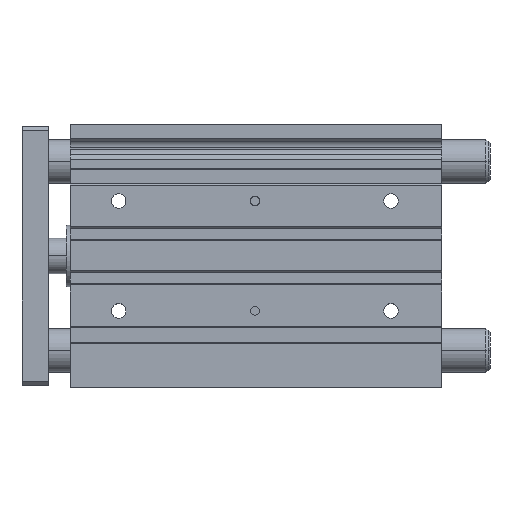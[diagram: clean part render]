
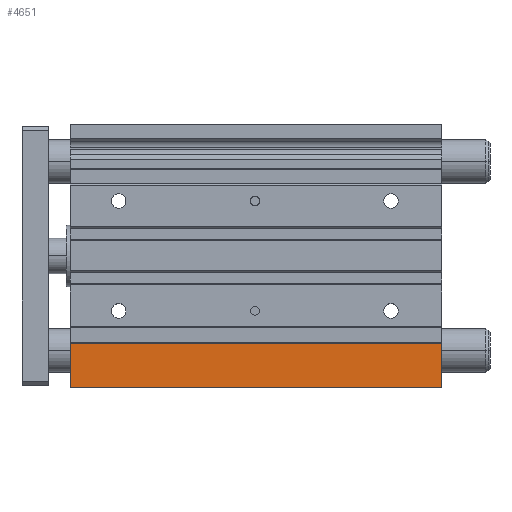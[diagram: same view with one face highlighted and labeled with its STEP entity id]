
A CAD part, top view. The second image highlights one B-rep face of the part: STEP entity #4651.
In plain terms, the highlighted planar face has unit normal (0, 0, 1).
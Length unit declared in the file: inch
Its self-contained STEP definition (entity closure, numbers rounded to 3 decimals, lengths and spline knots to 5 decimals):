
#71 = CARTESIAN_POINT ( 'NONE',  ( 0., -1.56496, 1.06299 ) ) ;
#212 = CARTESIAN_POINT ( 'NONE',  ( 6.65354, -1.56496, 1.06299 ) ) ;
#341 = DIRECTION ( 'NONE',  ( 0., 0., -1. ) ) ;
#923 = LINE ( 'NONE', #8258, #10953 ) ;
#1125 = VERTEX_POINT ( 'NONE', #1277 ) ;
#1277 = CARTESIAN_POINT ( 'NONE',  ( 6.65354, -2.3622, 1.06299 ) ) ;
#1543 = VERTEX_POINT ( 'NONE', #212 ) ;
#1832 = DIRECTION ( 'NONE',  ( 0., -1., 0. ) ) ;
#1902 = ORIENTED_EDGE ( 'NONE', *, *, #2034, .T. ) ;
#2034 = EDGE_CURVE ( 'NONE', #1543, #4731, #11630, .T. ) ;
#2247 = CARTESIAN_POINT ( 'NONE',  ( 0., -2.3622, 1.06299 ) ) ;
#2513 = CARTESIAN_POINT ( 'NONE',  ( 6.65354, -1.56496, 1.06299 ) ) ;
#2886 = CARTESIAN_POINT ( 'NONE',  ( 6.65354, -1.56496, 1.06299 ) ) ;
#3071 = CARTESIAN_POINT ( 'NONE',  ( 0., -1.56496, 1.06299 ) ) ;
#3538 = ORIENTED_EDGE ( 'NONE', *, *, #4100, .F. ) ;
#4100 = EDGE_CURVE ( 'NONE', #1125, #4857, #6239, .T. ) ;
#4314 = ORIENTED_EDGE ( 'NONE', *, *, #5492, .T. ) ;
#4520 = FACE_OUTER_BOUND ( 'NONE', #8284, .T. ) ;
#4651 = ADVANCED_FACE ( 'NONE', ( #4520 ), #4820, .F. ) ;
#4731 = VERTEX_POINT ( 'NONE', #3071 ) ;
#4820 = PLANE ( 'NONE',  #7682 ) ;
#4857 = VERTEX_POINT ( 'NONE', #2247 ) ;
#5492 = EDGE_CURVE ( 'NONE', #4731, #4857, #10831, .T. ) ;
#5546 = VECTOR ( 'NONE', #7001, 39.37008 ) ;
#5740 = DIRECTION ( 'NONE',  ( 0., -1., 0. ) ) ;
#6148 = DIRECTION ( 'NONE',  ( -1., 0., 0. ) ) ;
#6181 = DIRECTION ( 'NONE',  ( -1., 0., 0. ) ) ;
#6239 = LINE ( 'NONE', #11426, #7329 ) ;
#7001 = DIRECTION ( 'NONE',  ( 0., -1., 0. ) ) ;
#7329 = VECTOR ( 'NONE', #6181, 39.37008 ) ;
#7682 = AXIS2_PLACEMENT_3D ( 'NONE', #2886, #341, #5740 ) ;
#8258 = CARTESIAN_POINT ( 'NONE',  ( 6.65354, -1.56496, 1.06299 ) ) ;
#8284 = EDGE_LOOP ( 'NONE', ( #4314, #3538, #9285, #1902 ) ) ;
#8971 = VECTOR ( 'NONE', #6148, 39.37008 ) ;
#9285 = ORIENTED_EDGE ( 'NONE', *, *, #11367, .F. ) ;
#10831 = LINE ( 'NONE', #71, #5546 ) ;
#10953 = VECTOR ( 'NONE', #1832, 39.37008 ) ;
#11367 = EDGE_CURVE ( 'NONE', #1543, #1125, #923, .T. ) ;
#11426 = CARTESIAN_POINT ( 'NONE',  ( 6.65354, -2.3622, 1.06299 ) ) ;
#11630 = LINE ( 'NONE', #2513, #8971 ) ;
